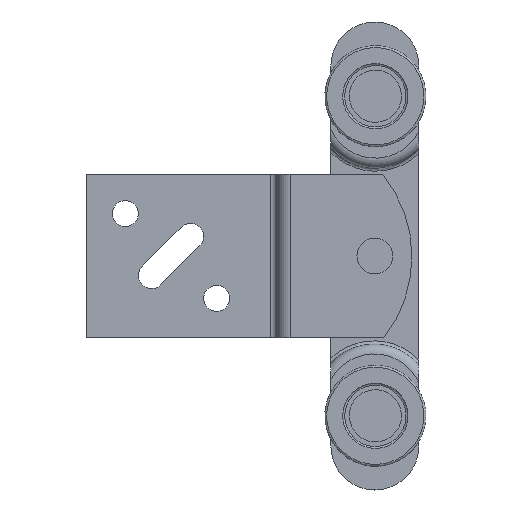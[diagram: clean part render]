
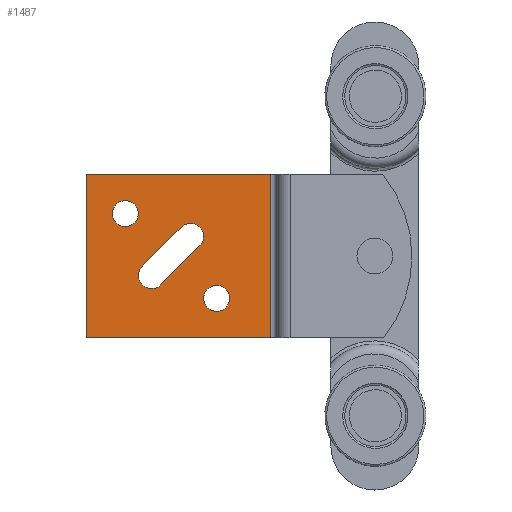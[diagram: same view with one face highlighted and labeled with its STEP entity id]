
A CAD part, left-side view. The second image highlights one B-rep face of the part: STEP entity #1487.
In plain terms, the highlighted face is planar.
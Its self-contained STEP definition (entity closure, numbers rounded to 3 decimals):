
#138=FACE_BOUND('',#346,.T.);
#139=FACE_BOUND('',#347,.T.);
#140=FACE_BOUND('',#348,.T.);
#171=PLANE('',#1861);
#245=FACE_OUTER_BOUND('',#345,.T.);
#345=EDGE_LOOP('',(#1312,#1313,#1314,#1315));
#346=EDGE_LOOP('',(#1316));
#347=EDGE_LOOP('',(#1317,#1318,#1319,#1320));
#348=EDGE_LOOP('',(#1321));
#412=LINE('',#2917,#486);
#413=LINE('',#2920,#487);
#415=LINE('',#2927,#489);
#416=LINE('',#2929,#490);
#417=LINE('',#2931,#491);
#418=LINE('',#2932,#492);
#486=VECTOR('',#2303,10.);
#487=VECTOR('',#2306,10.);
#489=VECTOR('',#2314,10.);
#490=VECTOR('',#2315,10.);
#491=VECTOR('',#2316,10.);
#492=VECTOR('',#2317,10.);
#606=CIRCLE('',#1843,2.);
#609=CIRCLE('',#1848,2.);
#612=CIRCLE('',#1856,2.);
#613=CIRCLE('',#1860,2.);
#738=VERTEX_POINT('',#2873);
#741=VERTEX_POINT('',#2883);
#746=VERTEX_POINT('',#2909);
#747=VERTEX_POINT('',#2911);
#748=VERTEX_POINT('',#2915);
#749=VERTEX_POINT('',#2919);
#750=VERTEX_POINT('',#2925);
#751=VERTEX_POINT('',#2926);
#752=VERTEX_POINT('',#2928);
#753=VERTEX_POINT('',#2930);
#922=EDGE_CURVE('',#738,#738,#606,.T.);
#927=EDGE_CURVE('',#741,#741,#609,.T.);
#937=EDGE_CURVE('',#747,#746,#612,.T.);
#940=EDGE_CURVE('',#746,#748,#412,.T.);
#941=EDGE_CURVE('',#749,#747,#413,.T.);
#943=EDGE_CURVE('',#748,#749,#613,.T.);
#944=EDGE_CURVE('',#750,#751,#415,.T.);
#945=EDGE_CURVE('',#752,#750,#416,.T.);
#946=EDGE_CURVE('',#753,#752,#417,.T.);
#947=EDGE_CURVE('',#751,#753,#418,.T.);
#1312=ORIENTED_EDGE('',*,*,#944,.F.);
#1313=ORIENTED_EDGE('',*,*,#945,.F.);
#1314=ORIENTED_EDGE('',*,*,#946,.F.);
#1315=ORIENTED_EDGE('',*,*,#947,.F.);
#1316=ORIENTED_EDGE('',*,*,#922,.T.);
#1317=ORIENTED_EDGE('',*,*,#940,.T.);
#1318=ORIENTED_EDGE('',*,*,#943,.T.);
#1319=ORIENTED_EDGE('',*,*,#941,.T.);
#1320=ORIENTED_EDGE('',*,*,#937,.T.);
#1321=ORIENTED_EDGE('',*,*,#927,.T.);
#1487=ADVANCED_FACE('',(#245,#138,#139,#140),#171,.F.);
#1843=AXIS2_PLACEMENT_3D('',#2875,#2264,#2265);
#1848=AXIS2_PLACEMENT_3D('',#2885,#2276,#2277);
#1856=AXIS2_PLACEMENT_3D('',#2912,#2297,#2298);
#1860=AXIS2_PLACEMENT_3D('',#2923,#2310,#2311);
#1861=AXIS2_PLACEMENT_3D('',#2924,#2312,#2313);
#2264=DIRECTION('center_axis',(0.,0.,1.));
#2265=DIRECTION('ref_axis',(1.,0.,0.));
#2276=DIRECTION('center_axis',(0.,0.,1.));
#2277=DIRECTION('ref_axis',(1.,0.,0.));
#2297=DIRECTION('center_axis',(0.,0.,1.));
#2298=DIRECTION('ref_axis',(1.,0.,0.));
#2303=DIRECTION('',(-0.707,-0.707,0.));
#2306=DIRECTION('',(0.707,0.707,0.));
#2310=DIRECTION('center_axis',(0.,0.,1.));
#2311=DIRECTION('ref_axis',(1.,0.,0.));
#2312=DIRECTION('center_axis',(0.,0.,1.));
#2313=DIRECTION('ref_axis',(1.,0.,0.));
#2314=DIRECTION('',(-1.,0.,0.));
#2315=DIRECTION('',(0.,1.,0.));
#2316=DIRECTION('',(1.,0.,0.));
#2317=DIRECTION('',(0.,-1.,0.));
#2873=CARTESIAN_POINT('',(-0.829,-10.344,10.));
#2875=CARTESIAN_POINT('Origin',(1.171,-10.344,10.));
#2883=CARTESIAN_POINT('',(-13.829,3.656,10.));
#2885=CARTESIAN_POINT('Origin',(-11.829,3.656,10.));
#2909=CARTESIAN_POINT('',(-3.744,1.071,10.));
#2911=CARTESIAN_POINT('',(-0.969,-1.81,10.));
#2912=CARTESIAN_POINT('Origin',(-2.329,-0.344,10.));
#2915=CARTESIAN_POINT('',(-9.744,-4.929,10.));
#2917=CARTESIAN_POINT('',(-11.619,-6.804,10.));
#2919=CARTESIAN_POINT('',(-6.863,-7.704,10.));
#2920=CARTESIAN_POINT('',(-11.818,-12.658,10.));
#2923=CARTESIAN_POINT('Origin',(-8.329,-6.344,10.));
#2924=CARTESIAN_POINT('Origin',(-17.829,-16.344,10.));
#2925=CARTESIAN_POINT('',(7.171,11.906,10.));
#2926=CARTESIAN_POINT('',(-17.829,11.906,10.));
#2927=CARTESIAN_POINT('',(-17.829,11.906,10.));
#2928=CARTESIAN_POINT('',(7.171,-16.344,10.));
#2929=CARTESIAN_POINT('',(7.171,8.656,10.));
#2930=CARTESIAN_POINT('',(-17.829,-16.344,10.));
#2931=CARTESIAN_POINT('',(-5.329,-16.344,10.));
#2932=CARTESIAN_POINT('',(-17.829,-16.344,10.));
